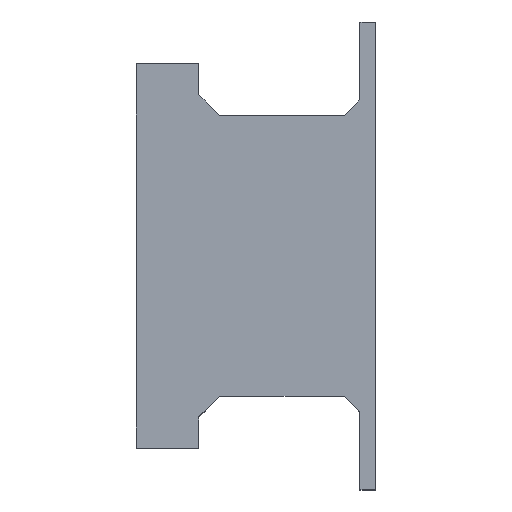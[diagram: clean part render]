
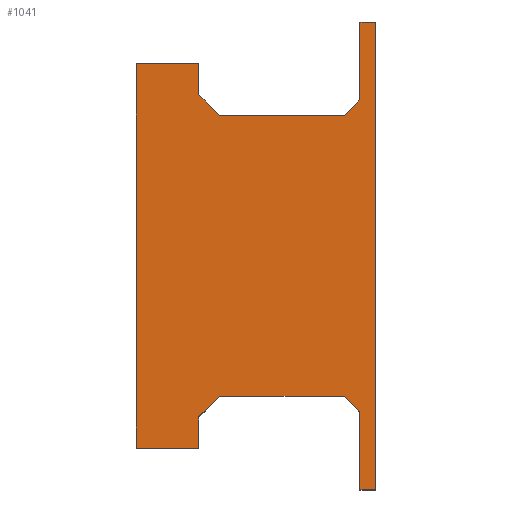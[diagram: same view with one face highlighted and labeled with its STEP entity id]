
A CAD part, top view. The second image highlights one B-rep face of the part: STEP entity #1041.
In plain terms, the highlighted planar face has unit normal (0, 0, 1).
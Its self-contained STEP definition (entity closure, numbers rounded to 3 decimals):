
#255 = VERTEX_POINT('',#256);
#256 = CARTESIAN_POINT('',(8.5,13.5,14.));
#262 = EDGE_CURVE('',#255,#263,#265,.T.);
#263 = VERTEX_POINT('',#264);
#264 = CARTESIAN_POINT('',(-3.5,13.5,14.));
#265 = LINE('',#266,#267);
#266 = CARTESIAN_POINT('',(10.,13.5,14.));
#267 = VECTOR('',#268,1.);
#268 = DIRECTION('',(-1.,-0.,-0.));
#320 = EDGE_CURVE('',#263,#321,#323,.T.);
#321 = VERTEX_POINT('',#322);
#322 = CARTESIAN_POINT('',(-5.5,15.5,14.));
#323 = LINE('',#324,#325);
#324 = CARTESIAN_POINT('',(0.598,9.402,14.));
#325 = VECTOR('',#326,1.);
#326 = DIRECTION('',(-0.707,0.707,0.));
#344 = EDGE_CURVE('',#255,#345,#347,.T.);
#345 = VERTEX_POINT('',#346);
#346 = CARTESIAN_POINT('',(10.,15.,14.));
#347 = LINE('',#348,#349);
#348 = CARTESIAN_POINT('',(3.723,8.723,14.));
#349 = VECTOR('',#350,1.);
#350 = DIRECTION('',(0.707,0.707,0.));
#368 = EDGE_CURVE('',#321,#369,#371,.T.);
#369 = VERTEX_POINT('',#370);
#370 = CARTESIAN_POINT('',(-5.5,18.5,14.));
#371 = LINE('',#372,#373);
#372 = CARTESIAN_POINT('',(-5.5,13.5,14.));
#373 = VECTOR('',#374,1.);
#374 = DIRECTION('',(0.,1.,0.));
#392 = VERTEX_POINT('',#393);
#393 = CARTESIAN_POINT('',(10.,22.5,14.));
#399 = EDGE_CURVE('',#392,#345,#400,.T.);
#400 = LINE('',#401,#402);
#401 = CARTESIAN_POINT('',(10.,22.5,14.));
#402 = VECTOR('',#403,1.);
#403 = DIRECTION('',(-0.,-1.,0.));
#427 = EDGE_CURVE('',#369,#428,#430,.T.);
#428 = VERTEX_POINT('',#429);
#429 = CARTESIAN_POINT('',(-11.5,18.5,14.));
#430 = LINE('',#431,#432);
#431 = CARTESIAN_POINT('',(-5.5,18.5,14.));
#432 = VECTOR('',#433,1.);
#433 = DIRECTION('',(-1.,-0.,-0.));
#452 = VERTEX_POINT('',#453);
#453 = CARTESIAN_POINT('',(11.5,22.5,14.));
#459 = EDGE_CURVE('',#452,#392,#460,.T.);
#460 = LINE('',#461,#462);
#461 = CARTESIAN_POINT('',(11.5,22.5,14.));
#462 = VECTOR('',#463,1.);
#463 = DIRECTION('',(-1.,-0.,-0.));
#474 = VERTEX_POINT('',#475);
#475 = CARTESIAN_POINT('',(-11.5,-18.5,14.));
#481 = EDGE_CURVE('',#474,#482,#484,.T.);
#482 = VERTEX_POINT('',#483);
#483 = CARTESIAN_POINT('',(-11.5,-12.,14.));
#484 = LINE('',#485,#486);
#485 = CARTESIAN_POINT('',(-11.5,-18.5,14.));
#486 = VECTOR('',#487,1.);
#487 = DIRECTION('',(0.,1.,0.));
#489 = EDGE_CURVE('',#482,#490,#492,.T.);
#490 = VERTEX_POINT('',#491);
#491 = CARTESIAN_POINT('',(-11.5,12.,14.));
#492 = LINE('',#493,#494);
#493 = CARTESIAN_POINT('',(-11.5,-12.,14.));
#494 = VECTOR('',#495,1.);
#495 = DIRECTION('',(0.,1.,0.));
#497 = EDGE_CURVE('',#428,#490,#498,.T.);
#498 = LINE('',#499,#500);
#499 = CARTESIAN_POINT('',(-11.5,18.5,14.));
#500 = VECTOR('',#501,1.);
#501 = DIRECTION('',(0.,-1.,0.));
#537 = VERTEX_POINT('',#538);
#538 = CARTESIAN_POINT('',(11.5,-22.5,14.));
#546 = EDGE_CURVE('',#537,#452,#547,.T.);
#547 = LINE('',#548,#549);
#548 = CARTESIAN_POINT('',(11.5,0.,14.));
#549 = VECTOR('',#550,1.);
#550 = DIRECTION('',(0.,1.,0.));
#607 = VERTEX_POINT('',#608);
#608 = CARTESIAN_POINT('',(10.,-22.5,14.));
#616 = EDGE_CURVE('',#537,#607,#617,.T.);
#617 = LINE('',#618,#619);
#618 = CARTESIAN_POINT('',(11.5,-22.5,14.));
#619 = VECTOR('',#620,1.);
#620 = DIRECTION('',(-1.,0.,0.));
#656 = EDGE_CURVE('',#607,#657,#659,.T.);
#657 = VERTEX_POINT('',#658);
#658 = CARTESIAN_POINT('',(10.,-15.,14.));
#659 = LINE('',#660,#661);
#660 = CARTESIAN_POINT('',(10.,-22.5,14.));
#661 = VECTOR('',#662,1.);
#662 = DIRECTION('',(0.,1.,0.));
#715 = EDGE_CURVE('',#657,#716,#718,.T.);
#716 = VERTEX_POINT('',#717);
#717 = CARTESIAN_POINT('',(8.5,-13.5,14.));
#718 = LINE('',#719,#720);
#719 = CARTESIAN_POINT('',(3.723,-8.723,14.));
#720 = VECTOR('',#721,1.);
#721 = DIRECTION('',(-0.707,0.707,0.));
#763 = EDGE_CURVE('',#716,#764,#766,.T.);
#764 = VERTEX_POINT('',#765);
#765 = CARTESIAN_POINT('',(-3.5,-13.5,14.));
#766 = LINE('',#767,#768);
#767 = CARTESIAN_POINT('',(10.,-13.5,14.));
#768 = VECTOR('',#769,1.);
#769 = DIRECTION('',(-1.,0.,0.));
#845 = EDGE_CURVE('',#764,#846,#848,.T.);
#846 = VERTEX_POINT('',#847);
#847 = CARTESIAN_POINT('',(-5.5,-15.5,14.));
#848 = LINE('',#849,#850);
#849 = CARTESIAN_POINT('',(0.598,-9.402,14.));
#850 = VECTOR('',#851,1.);
#851 = DIRECTION('',(-0.707,-0.707,0.));
#893 = EDGE_CURVE('',#846,#894,#896,.T.);
#894 = VERTEX_POINT('',#895);
#895 = CARTESIAN_POINT('',(-5.5,-18.5,14.));
#896 = LINE('',#897,#898);
#897 = CARTESIAN_POINT('',(-5.5,-13.5,14.));
#898 = VECTOR('',#899,1.);
#899 = DIRECTION('',(0.,-1.,0.));
#941 = EDGE_CURVE('',#894,#474,#942,.T.);
#942 = LINE('',#943,#944);
#943 = CARTESIAN_POINT('',(-5.5,-18.5,14.));
#944 = VECTOR('',#945,1.);
#945 = DIRECTION('',(-1.,0.,0.));
#1041 = ADVANCED_FACE('',(#1042),#1062,.T.);
#1042 = FACE_BOUND('',#1043,.T.);
#1043 = EDGE_LOOP('',(#1044,#1045,#1046,#1047,#1048,#1049,#1050,#1051,
    #1052,#1053,#1054,#1055,#1056,#1057,#1058,#1059,#1060,#1061));
#1044 = ORIENTED_EDGE('',*,*,#763,.F.);
#1045 = ORIENTED_EDGE('',*,*,#715,.F.);
#1046 = ORIENTED_EDGE('',*,*,#656,.F.);
#1047 = ORIENTED_EDGE('',*,*,#616,.F.);
#1048 = ORIENTED_EDGE('',*,*,#546,.T.);
#1049 = ORIENTED_EDGE('',*,*,#459,.T.);
#1050 = ORIENTED_EDGE('',*,*,#399,.T.);
#1051 = ORIENTED_EDGE('',*,*,#344,.F.);
#1052 = ORIENTED_EDGE('',*,*,#262,.T.);
#1053 = ORIENTED_EDGE('',*,*,#320,.T.);
#1054 = ORIENTED_EDGE('',*,*,#368,.T.);
#1055 = ORIENTED_EDGE('',*,*,#427,.T.);
#1056 = ORIENTED_EDGE('',*,*,#497,.T.);
#1057 = ORIENTED_EDGE('',*,*,#489,.F.);
#1058 = ORIENTED_EDGE('',*,*,#481,.F.);
#1059 = ORIENTED_EDGE('',*,*,#941,.F.);
#1060 = ORIENTED_EDGE('',*,*,#893,.F.);
#1061 = ORIENTED_EDGE('',*,*,#845,.F.);
#1062 = PLANE('',#1063);
#1063 = AXIS2_PLACEMENT_3D('',#1064,#1065,#1066);
#1064 = CARTESIAN_POINT('',(1.391,0.,14.));
#1065 = DIRECTION('',(0.,0.,1.));
#1066 = DIRECTION('',(0.,1.,0.));
